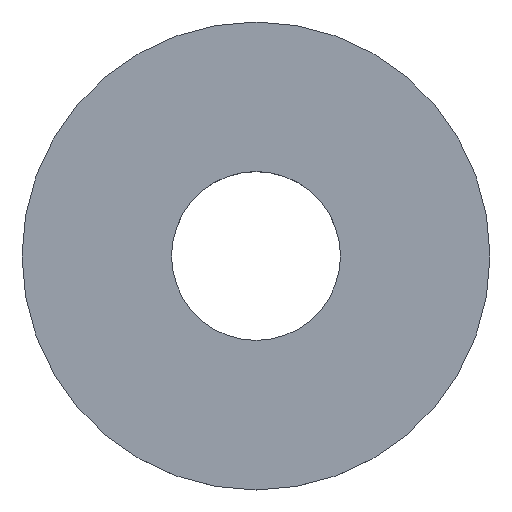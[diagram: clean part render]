
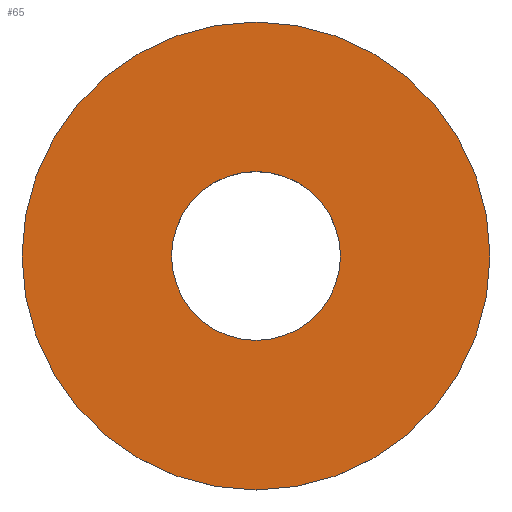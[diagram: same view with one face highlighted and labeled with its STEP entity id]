
A CAD part, top view. The second image highlights one B-rep face of the part: STEP entity #65.
In plain terms, the highlighted planar face has unit normal (0, 0, 1).
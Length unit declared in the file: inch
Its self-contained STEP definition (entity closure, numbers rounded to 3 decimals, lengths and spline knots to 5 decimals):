
#65 = ADVANCED_FACE ( 'NONE', ( #68, #167 ), #327, .T. ) ;
#68 = FACE_BOUND ( 'NONE', #526, .T. ) ;
#71 = AXIS2_PLACEMENT_3D ( 'NONE', #728, #151, #273 ) ;
#107 = CIRCLE ( 'NONE', #409, 0.36095 ) ;
#123 = EDGE_CURVE ( 'NONE', #391, #665, #246, .T. ) ;
#126 = EDGE_CURVE ( 'NONE', #367, #745, #601, .T. ) ;
#138 = CARTESIAN_POINT ( 'NONE',  ( 0.05139, -14.29771, 8.25215 ) ) ;
#151 = DIRECTION ( 'NONE',  ( 0., 0., 1. ) ) ;
#167 = FACE_OUTER_BOUND ( 'NONE', #583, .T. ) ;
#176 = CARTESIAN_POINT ( 'NONE',  ( 0.05139, -14.29771, 8.25215 ) ) ;
#183 = CARTESIAN_POINT ( 'NONE',  ( -0.30957, -14.29771, 8.25215 ) ) ;
#184 = CARTESIAN_POINT ( 'NONE',  ( 1.05139, -14.29771, 8.25215 ) ) ;
#240 = CARTESIAN_POINT ( 'NONE',  ( 0.41234, -14.29771, 8.25215 ) ) ;
#246 = CIRCLE ( 'NONE', #535, 1. ) ;
#255 = EDGE_CURVE ( 'NONE', #745, #367, #107, .T. ) ;
#273 = DIRECTION ( 'NONE',  ( 1., 0., 0. ) ) ;
#277 = ORIENTED_EDGE ( 'NONE', *, *, #255, .F. ) ;
#318 = CIRCLE ( 'NONE', #507, 1. ) ;
#327 = PLANE ( 'NONE',  #71 ) ;
#340 = CARTESIAN_POINT ( 'NONE',  ( 0.05139, -14.29771, 8.25215 ) ) ;
#351 = ORIENTED_EDGE ( 'NONE', *, *, #123, .F. ) ;
#362 = EDGE_CURVE ( 'NONE', #665, #391, #318, .T. ) ;
#367 = VERTEX_POINT ( 'NONE', #240 ) ;
#372 = ORIENTED_EDGE ( 'NONE', *, *, #362, .F. ) ;
#377 = DIRECTION ( 'NONE',  ( 1., 0., 0. ) ) ;
#390 = DIRECTION ( 'NONE',  ( 0., 0., 1. ) ) ;
#391 = VERTEX_POINT ( 'NONE', #505 ) ;
#409 = AXIS2_PLACEMENT_3D ( 'NONE', #138, #447, #557 ) ;
#447 = DIRECTION ( 'NONE',  ( 0., 0., 1. ) ) ;
#502 = DIRECTION ( 'NONE',  ( 1., 0., 0. ) ) ;
#505 = CARTESIAN_POINT ( 'NONE',  ( -0.94861, -14.29771, 8.25215 ) ) ;
#507 = AXIS2_PLACEMENT_3D ( 'NONE', #530, #690, #377 ) ;
#526 = EDGE_LOOP ( 'NONE', ( #534, #277 ) ) ;
#527 = DIRECTION ( 'NONE',  ( 0., 0., -1. ) ) ;
#530 = CARTESIAN_POINT ( 'NONE',  ( 0.05139, -14.29771, 8.25215 ) ) ;
#534 = ORIENTED_EDGE ( 'NONE', *, *, #126, .F. ) ;
#535 = AXIS2_PLACEMENT_3D ( 'NONE', #340, #527, #711 ) ;
#557 = DIRECTION ( 'NONE',  ( 1., 0., 0. ) ) ;
#583 = EDGE_LOOP ( 'NONE', ( #351, #372 ) ) ;
#601 = CIRCLE ( 'NONE', #736, 0.36095 ) ;
#665 = VERTEX_POINT ( 'NONE', #184 ) ;
#690 = DIRECTION ( 'NONE',  ( 0., 0., -1. ) ) ;
#711 = DIRECTION ( 'NONE',  ( 1., 0., 0. ) ) ;
#728 = CARTESIAN_POINT ( 'NONE',  ( 0.05139, -14.29771, 8.25215 ) ) ;
#736 = AXIS2_PLACEMENT_3D ( 'NONE', #176, #390, #502 ) ;
#745 = VERTEX_POINT ( 'NONE', #183 ) ;
